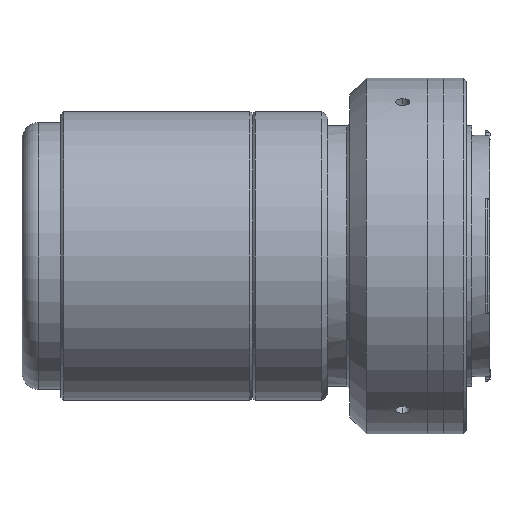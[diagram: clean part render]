
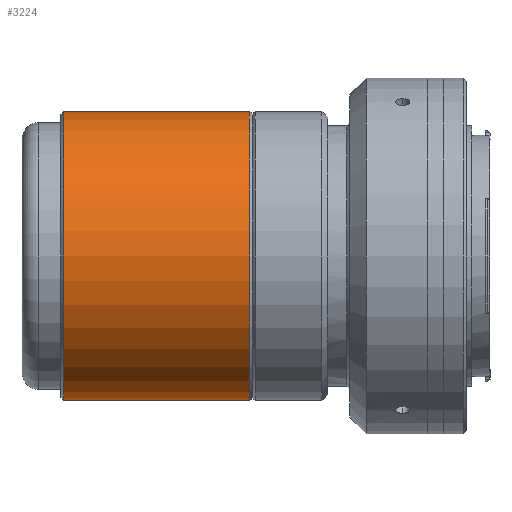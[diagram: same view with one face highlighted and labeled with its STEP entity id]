
A CAD part, front view. The second image highlights one B-rep face of the part: STEP entity #3224.
In plain terms, the highlighted cylindrical face has radius 26 mm (diameter 52 mm), a partial arc.
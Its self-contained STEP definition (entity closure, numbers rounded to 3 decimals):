
#36 = EDGE_CURVE ( 'NONE', #3418, #1967, #3071, .T. ) ;
#86 = DIRECTION ( 'NONE',  ( 0., 0., -1. ) ) ;
#384 = DIRECTION ( 'NONE',  ( -1., 0., 0. ) ) ;
#520 = EDGE_CURVE ( 'NONE', #2752, #1967, #3847, .T. ) ;
#640 = CARTESIAN_POINT ( 'NONE',  ( 7.1, 0., 26. ) ) ;
#702 = CARTESIAN_POINT ( 'NONE',  ( 7.1, 0., 0. ) ) ;
#747 = ORIENTED_EDGE ( 'NONE', *, *, #2401, .T. ) ;
#850 = CARTESIAN_POINT ( 'NONE',  ( 88.16, 0., 26. ) ) ;
#895 = ORIENTED_EDGE ( 'NONE', *, *, #36, .T. ) ;
#966 = VECTOR ( 'NONE', #4066, 1000. ) ;
#1062 = LINE ( 'NONE', #3617, #2397 ) ;
#1301 = DIRECTION ( 'NONE',  ( 0., 0., -1. ) ) ;
#1323 = DIRECTION ( 'NONE',  ( -1., 0., 0. ) ) ;
#1732 = DIRECTION ( 'NONE',  ( -1., 0., 0. ) ) ;
#1822 = ORIENTED_EDGE ( 'NONE', *, *, #520, .F. ) ;
#1929 = CYLINDRICAL_SURFACE ( 'NONE', #1988, 26. ) ;
#1967 = VERTEX_POINT ( 'NONE', #3863 ) ;
#1988 = AXIS2_PLACEMENT_3D ( 'NONE', #3256, #384, #86 ) ;
#2024 = EDGE_LOOP ( 'NONE', ( #747, #895, #1822, #2574 ) ) ;
#2055 = CARTESIAN_POINT ( 'NONE',  ( 7.1, 0., -26. ) ) ;
#2237 = CARTESIAN_POINT ( 'NONE',  ( -26.4, 0., -26. ) ) ;
#2352 = DIRECTION ( 'NONE',  ( -1., 0., 0. ) ) ;
#2397 = VECTOR ( 'NONE', #1732, 1000. ) ;
#2401 = EDGE_CURVE ( 'NONE', #2549, #3418, #2717, .T. ) ;
#2549 = VERTEX_POINT ( 'NONE', #2055 ) ;
#2574 = ORIENTED_EDGE ( 'NONE', *, *, #3982, .F. ) ;
#2717 = CIRCLE ( 'NONE', #3174, 26. ) ;
#2752 = VERTEX_POINT ( 'NONE', #2237 ) ;
#3071 = LINE ( 'NONE', #850, #966 ) ;
#3174 = AXIS2_PLACEMENT_3D ( 'NONE', #702, #1323, #1301 ) ;
#3224 = ADVANCED_FACE ( 'NONE', ( #3521 ), #1929, .T. ) ;
#3256 = CARTESIAN_POINT ( 'NONE',  ( 88.16, 0., 0. ) ) ;
#3312 = DIRECTION ( 'NONE',  ( 0., 0., -1. ) ) ;
#3418 = VERTEX_POINT ( 'NONE', #640 ) ;
#3435 = AXIS2_PLACEMENT_3D ( 'NONE', #3926, #2352, #3312 ) ;
#3521 = FACE_OUTER_BOUND ( 'NONE', #2024, .T. ) ;
#3617 = CARTESIAN_POINT ( 'NONE',  ( 88.16, 0., -26. ) ) ;
#3847 = CIRCLE ( 'NONE', #3435, 26. ) ;
#3863 = CARTESIAN_POINT ( 'NONE',  ( -26.4, 0., 26. ) ) ;
#3926 = CARTESIAN_POINT ( 'NONE',  ( -26.4, 0., 0. ) ) ;
#3982 = EDGE_CURVE ( 'NONE', #2549, #2752, #1062, .T. ) ;
#4066 = DIRECTION ( 'NONE',  ( -1., 0., 0. ) ) ;
